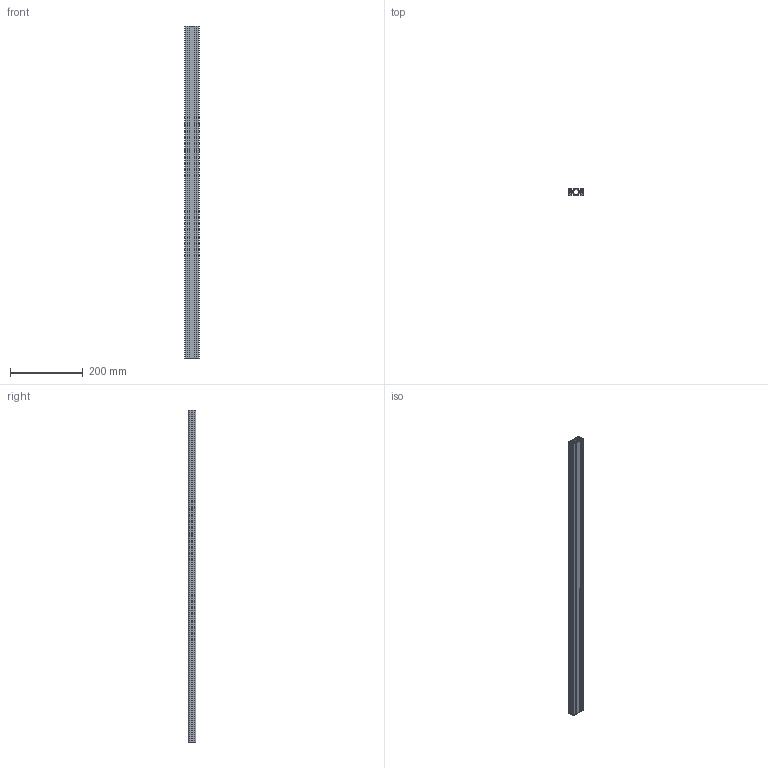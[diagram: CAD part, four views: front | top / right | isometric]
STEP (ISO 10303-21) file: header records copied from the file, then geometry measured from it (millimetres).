
FILE_DESCRIPTION (( 'STEP AP203' ), '1' );
FILE_NAME ('5537T706_T-Slotted Framing.STEP', '2023-08-01T13:24:04', ( 'Administrator' ), ( 'Managed by Terraform' ), 'SwSTEP 2.0', 'SolidWorks 2017', '' );
FILE_SCHEMA (( 'CONFIG_CONTROL_DESIGN' ));
Length unit declared in the file: millimetre
Products named in the file (1): 5537T706_T-Slotted Framing
Bounding box: 40 x 20 x 914.4 mm (x, y, z)
Volume: 296330.9 mm3; surface area: 289788.8 mm2
Topology: 1 solids, 1 shells, 102 faces, 300 edges, 200 vertices
Faces by surface type: plane 60, cylinder 42
Entity records: 3497 total; most frequent: CARTESIAN_POINT 603, ORIENTED_EDGE 600, DIRECTION 590, EDGE_CURVE 300, VECTOR 216, LINE 216, VERTEX_POINT 200, AXIS2_PLACEMENT_3D 187
